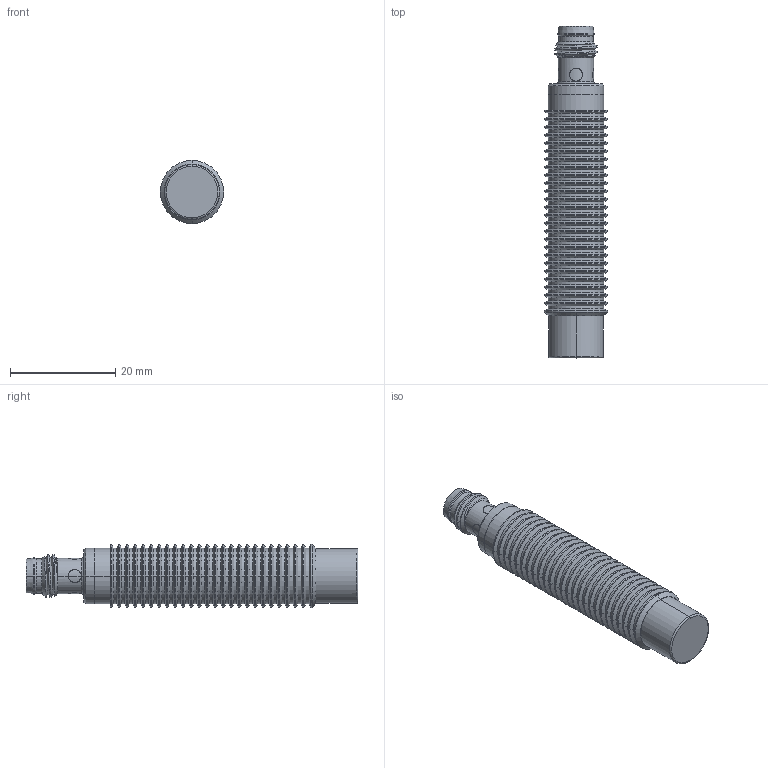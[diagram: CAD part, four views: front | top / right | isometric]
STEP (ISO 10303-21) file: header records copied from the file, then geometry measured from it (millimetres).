
FILE_DESCRIPTION(('STEP AP214'),'1');
FILE_NAME('cctmp_16B91213-A368-4E4C-842B-C3CAE16CFD9B_2023_06_16_11_15_05_0665_9988..stp','2023-06-16T09:15:05',('KiM GmbH'),('CADClick - www.CADClick.com'),'Spatial InterOp 3D',' ','unknown authorization');
FILE_SCHEMA(('AUTOMOTIVE_DESIGN'));
Length unit declared in the file: millimetre
Products named in the file (6): NBN8-12GM60-E0-V3-RA; NBN8-12GM60-E0-V3-RA_4; NBN8-12GM60-E0-V3-RA_3; 2023_06_16_11_15_05_0663; NBN8-12GM60-E0-V3-RA_2; NBN8-12GM60-E0-V3-RA_1
Assembly tree (5 placements, depth 2):
  NBN8-12GM60-E0-V3-RA
    NBN8-12GM60-E0-V3-RA_4
    NBN8-12GM60-E0-V3-RA_3
    2023_06_16_11_15_05_0663
    NBN8-12GM60-E0-V3-RA_2
    NBN8-12GM60-E0-V3-RA_1
Bounding box: 12 x 63 x 12 mm (x, y, z)
Volume: 4551.2 mm3; surface area: 4607.8 mm2
Topology: 8 solids, 8 shells, 334 faces, 699 edges, 376 vertices
Faces by surface type: cylinder 162, cone 126, plane 24, torus 12, sphere 6, bspline 4
Full cylindrical faces by diameter (mm): 6 x1
Entity records: 12602 total; most frequent: CARTESIAN_POINT 2611, DIRECTION 1660, ORIENTED_EDGE 1370, AXIS2_PLACEMENT_3D 688, EDGE_CURVE 685, VERTEX_POINT 376, EDGE_LOOP 353, CIRCLE 352
